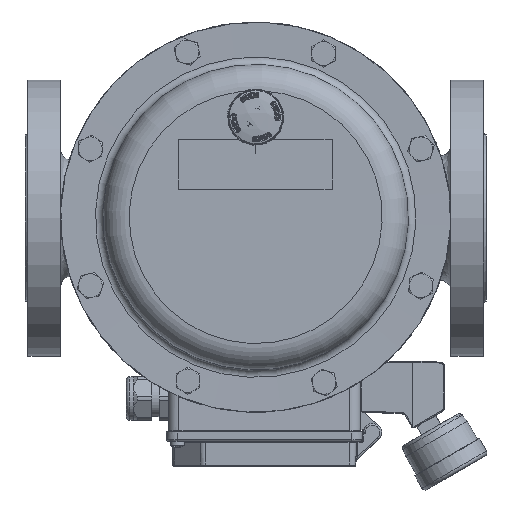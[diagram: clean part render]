
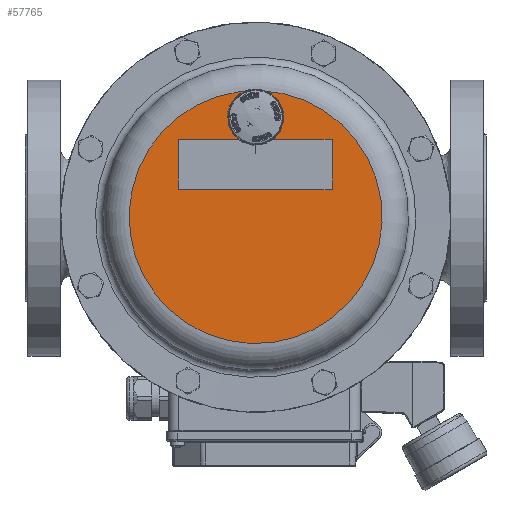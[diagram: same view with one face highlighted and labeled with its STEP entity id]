
A CAD part, top view. The second image highlights one B-rep face of the part: STEP entity #57765.
In plain terms, the highlighted planar face has unit normal (0, 0, 1).
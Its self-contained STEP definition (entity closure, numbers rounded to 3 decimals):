
#6747=LINE('',#115516,#10021);
#6751=LINE('',#115525,#10025);
#6754=LINE('',#115533,#10028);
#6757=LINE('',#115541,#10031);
#10021=VECTOR('',#74224,1000.);
#10025=VECTOR('',#74234,1000.);
#10028=VECTOR('',#74243,1000.);
#10031=VECTOR('',#74252,1000.);
#11192=FACE_BOUND('',#16882,.T.);
#11193=FACE_BOUND('',#16883,.T.);
#13469=FACE_OUTER_BOUND('',#16881,.T.);
#16881=EDGE_LOOP('',(#45853));
#16882=EDGE_LOOP('',(#45854,#45855,#45856,#45857,#45858,#45859,#45860,#45861));
#16883=EDGE_LOOP('',(#45862,#45863));
#19499=CIRCLE('',#61893,10.35);
#19569=CIRCLE('',#61990,69.65);
#19822=CIRCLE('',#62562,1.);
#19823=CIRCLE('',#62565,1.);
#19824=CIRCLE('',#62568,1.);
#19825=CIRCLE('',#62571,1.);
#19826=CIRCLE('',#62621,10.35);
#23831=VERTEX_POINT('',#112013);
#23832=VERTEX_POINT('',#112014);
#23918=VERTEX_POINT('',#112598);
#24428=VERTEX_POINT('',#115514);
#24429=VERTEX_POINT('',#115515);
#24430=VERTEX_POINT('',#115520);
#24431=VERTEX_POINT('',#115524);
#24432=VERTEX_POINT('',#115528);
#24433=VERTEX_POINT('',#115532);
#24434=VERTEX_POINT('',#115536);
#24435=VERTEX_POINT('',#115540);
#30805=EDGE_CURVE('',#23831,#23832,#19499,.T.);
#30922=EDGE_CURVE('',#23918,#23918,#19569,.T.);
#31732=EDGE_CURVE('',#24428,#24429,#6747,.T.);
#31735=EDGE_CURVE('',#24429,#24430,#19822,.T.);
#31737=EDGE_CURVE('',#24430,#24431,#6751,.T.);
#31739=EDGE_CURVE('',#24431,#24432,#19823,.T.);
#31741=EDGE_CURVE('',#24432,#24433,#6754,.T.);
#31743=EDGE_CURVE('',#24433,#24434,#19824,.T.);
#31745=EDGE_CURVE('',#24434,#24435,#6757,.T.);
#31747=EDGE_CURVE('',#24435,#24428,#19825,.T.);
#31820=EDGE_CURVE('',#23832,#23831,#19826,.T.);
#45853=ORIENTED_EDGE('',*,*,#30922,.F.);
#45854=ORIENTED_EDGE('',*,*,#31747,.F.);
#45855=ORIENTED_EDGE('',*,*,#31745,.F.);
#45856=ORIENTED_EDGE('',*,*,#31743,.F.);
#45857=ORIENTED_EDGE('',*,*,#31741,.F.);
#45858=ORIENTED_EDGE('',*,*,#31739,.F.);
#45859=ORIENTED_EDGE('',*,*,#31737,.F.);
#45860=ORIENTED_EDGE('',*,*,#31735,.F.);
#45861=ORIENTED_EDGE('',*,*,#31732,.F.);
#45862=ORIENTED_EDGE('',*,*,#31820,.T.);
#45863=ORIENTED_EDGE('',*,*,#30805,.T.);
#51977=PLANE('',#62620);
#57765=ADVANCED_FACE('',(#13469,#11192,#11193),#51977,.F.);
#61893=AXIS2_PLACEMENT_3D('',#112015,#72631,#72632);
#61990=AXIS2_PLACEMENT_3D('',#112600,#72851,#72852);
#62562=AXIS2_PLACEMENT_3D('',#115521,#74229,#74230);
#62565=AXIS2_PLACEMENT_3D('',#115529,#74238,#74239);
#62568=AXIS2_PLACEMENT_3D('',#115537,#74247,#74248);
#62571=AXIS2_PLACEMENT_3D('',#115544,#74256,#74257);
#62620=AXIS2_PLACEMENT_3D('',#115689,#74426,#74427);
#62621=AXIS2_PLACEMENT_3D('',#115690,#74428,#74429);
#72631=DIRECTION('center_axis',(0.,0.,
-1.));
#72632=DIRECTION('ref_axis',(-0.924,0.383,0.));
#72851=DIRECTION('center_axis',(0.,0.,
-1.));
#72852=DIRECTION('ref_axis',(-0.924,0.383,0.));
#74224=DIRECTION('',(0.,1.,0.));
#74229=DIRECTION('center_axis',(0.,0.,
1.));
#74230=DIRECTION('ref_axis',(0.,-1.,0.));
#74234=DIRECTION('',(-1.,0.,0.));
#74238=DIRECTION('center_axis',(0.,0.,
1.));
#74239=DIRECTION('ref_axis',(0.,-1.,0.));
#74243=DIRECTION('',(0.,-1.,0.));
#74247=DIRECTION('center_axis',(0.,0.,
1.));
#74248=DIRECTION('ref_axis',(0.,-1.,0.));
#74252=DIRECTION('',(1.,0.,0.));
#74256=DIRECTION('center_axis',(0.,0.,
1.));
#74257=DIRECTION('ref_axis',(0.,-1.,0.));
#74426=DIRECTION('center_axis',(0.,0.,
-1.));
#74427=DIRECTION('ref_axis',(-0.924,0.383,0.));
#74428=DIRECTION('center_axis',(0.,0.,
-1.));
#74429=DIRECTION('ref_axis',(-0.924,0.383,0.));
#112013=CARTESIAN_POINT('',(0.,65.35,301.));
#112014=CARTESIAN_POINT('',(0.,44.65,301.));
#112015=CARTESIAN_POINT('Origin',(0.,55.,
301.));
#112598=CARTESIAN_POINT('',(64.348,-26.654,301.));
#112600=CARTESIAN_POINT('Origin',(0.,0.,
301.));
#115514=CARTESIAN_POINT('',(42.5,16.,301.));
#115515=CARTESIAN_POINT('',(42.5,42.,301.));
#115516=CARTESIAN_POINT('',(42.5,16.,301.));
#115520=CARTESIAN_POINT('',(41.5,43.,301.));
#115521=CARTESIAN_POINT('Origin',(41.5,42.,301.));
#115524=CARTESIAN_POINT('',(-41.5,43.,301.));
#115525=CARTESIAN_POINT('',(41.5,43.,301.));
#115528=CARTESIAN_POINT('',(-42.5,42.,301.));
#115529=CARTESIAN_POINT('Origin',(-41.5,42.,301.));
#115532=CARTESIAN_POINT('',(-42.5,16.,301.));
#115533=CARTESIAN_POINT('',(-42.5,16.,301.));
#115536=CARTESIAN_POINT('',(-41.5,15.,301.));
#115537=CARTESIAN_POINT('Origin',(-41.5,16.,301.));
#115540=CARTESIAN_POINT('',(41.5,15.,301.));
#115541=CARTESIAN_POINT('',(41.5,15.,301.));
#115544=CARTESIAN_POINT('Origin',(41.5,16.,301.));
#115689=CARTESIAN_POINT('Origin',(0.,0.,
301.));
#115690=CARTESIAN_POINT('Origin',(0.,55.,
301.));
